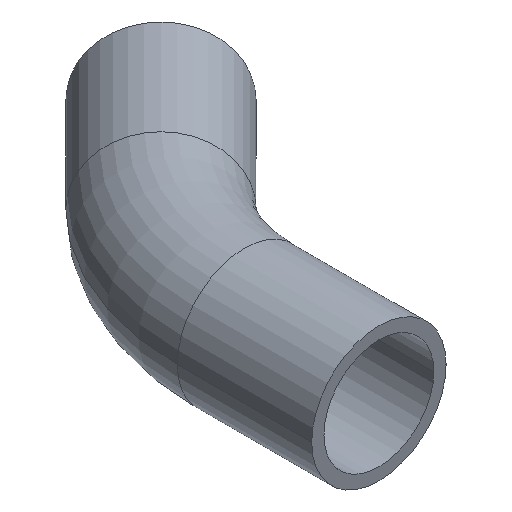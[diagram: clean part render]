
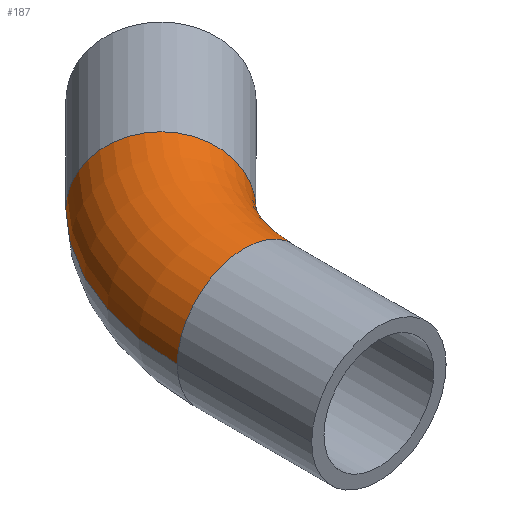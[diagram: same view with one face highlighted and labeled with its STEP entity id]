
A CAD part, isometric view. The second image highlights one B-rep face of the part: STEP entity #187.
In plain terms, the highlighted toroidal (fillet/blend) face has major radius 270 mm and minor radius 90 mm.
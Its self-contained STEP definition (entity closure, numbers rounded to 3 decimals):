
#113 = VERTEX_POINT( '', #248 );
#133 = VERTEX_POINT( '', #272 );
#135 = EDGE_CURVE( '', #139, #133, #274, .T. );
#139 = VERTEX_POINT( '', #279 );
#175 = EDGE_CURVE( '', #139, #195, #320, .T. );
#177 = EDGE_CURVE( '', #113, #195, #322, .T. );
#187 = ADVANCED_FACE( '', ( #334 ), #335, .T. );
#191 = EDGE_CURVE( '', #113, #133, #340, .T. );
#195 = VERTEX_POINT( '', #345 );
#248 = CARTESIAN_POINT( '', ( 90., 180., 0. ) );
#272 = CARTESIAN_POINT( '', ( -90., 180., 0. ) );
#274 = CIRCLE( '', #426, 360. );
#279 = CARTESIAN_POINT( '', ( 15.442, 434.558, 0. ) );
#320 = CIRCLE( '', #488, 90. );
#322 = CIRCLE( '', #491, 180. );
#334 = FACE_OUTER_BOUND( '', #505, .T. );
#335 = TOROIDAL_SURFACE( '', #506, 270., 90. );
#340 = CIRCLE( '', #512, 90. );
#345 = CARTESIAN_POINT( '', ( 142.721, 307.279, 0. ) );
#426 = AXIS2_PLACEMENT_3D( '', #581, #582, #583 );
#488 = AXIS2_PLACEMENT_3D( '', #648, #649, #650 );
#491 = AXIS2_PLACEMENT_3D( '', #651, #652, #653 );
#505 = EDGE_LOOP( '', ( #677, #678, #679, #680 ) );
#506 = AXIS2_PLACEMENT_3D( '', #681, #682, #683 );
#512 = AXIS2_PLACEMENT_3D( '', #692, #693, #694 );
#581 = CARTESIAN_POINT( '', ( 270., 180., 0. ) );
#582 = DIRECTION( '', ( 0., 0., 1. ) );
#583 = DIRECTION( '', ( 1., 0., 0. ) );
#648 = CARTESIAN_POINT( '', ( 79.081, 370.919, 0. ) );
#649 = DIRECTION( '', ( 0.707, 0.707, 0. ) );
#650 = DIRECTION( '', ( 0.707, -0.707, 0. ) );
#651 = CARTESIAN_POINT( '', ( 270., 180., 0. ) );
#652 = DIRECTION( '', ( 0., 0., -1. ) );
#653 = DIRECTION( '', ( 1., 0., 0. ) );
#677 = ORIENTED_EDGE( '', *, *, #135, .T. );
#678 = ORIENTED_EDGE( '', *, *, #191, .F. );
#679 = ORIENTED_EDGE( '', *, *, #177, .T. );
#680 = ORIENTED_EDGE( '', *, *, #175, .F. );
#681 = CARTESIAN_POINT( '', ( 270., 180., 0. ) );
#682 = DIRECTION( '', ( 0., 0., 1. ) );
#683 = DIRECTION( '', ( 1., 0., 0. ) );
#692 = CARTESIAN_POINT( '', ( 0., 180., 0. ) );
#693 = DIRECTION( '', ( 0., -1., 0. ) );
#694 = DIRECTION( '', ( -1., 0., 0. ) );
